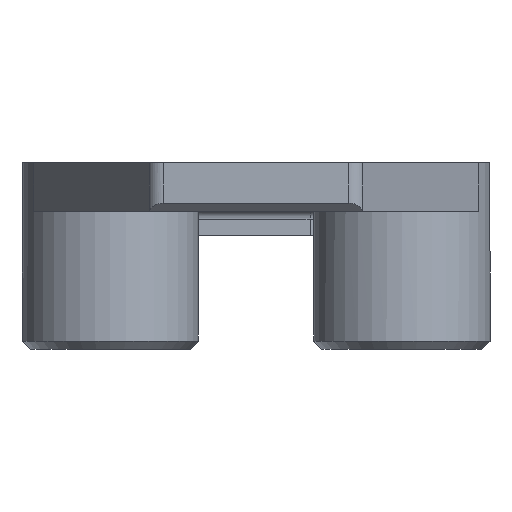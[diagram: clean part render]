
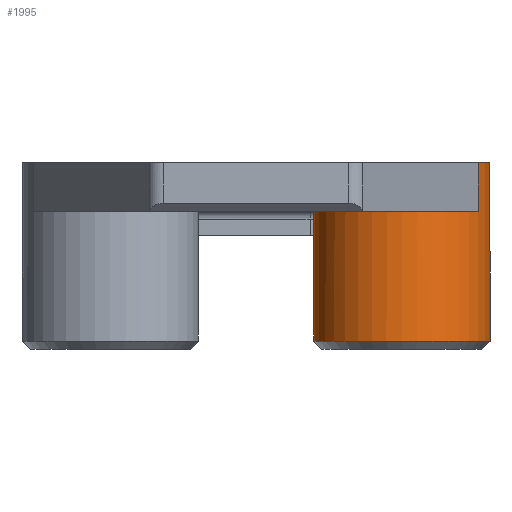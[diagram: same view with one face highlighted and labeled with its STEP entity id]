
A CAD part, front view. The second image highlights one B-rep face of the part: STEP entity #1995.
In plain terms, the highlighted cylindrical face has radius 11 mm (diameter 22 mm), a full revolution.
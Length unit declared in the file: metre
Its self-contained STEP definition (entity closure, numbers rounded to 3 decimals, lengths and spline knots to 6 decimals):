
#42=CYLINDRICAL_SURFACE('',#2180,0.011);
#140=CIRCLE('',#2177,0.011);
#142=CIRCLE('',#2181,0.011);
#143=CIRCLE('',#2182,0.011);
#144=CIRCLE('',#2183,0.011);
#145=CIRCLE('',#2184,0.011);
#388=ORIENTED_EDGE('',*,*,#904,.F.);
#389=ORIENTED_EDGE('',*,*,#905,.F.);
#390=ORIENTED_EDGE('',*,*,#906,.T.);
#391=ORIENTED_EDGE('',*,*,#907,.T.);
#392=ORIENTED_EDGE('',*,*,#908,.F.);
#393=ORIENTED_EDGE('',*,*,#909,.F.);
#394=ORIENTED_EDGE('',*,*,#910,.T.);
#395=ORIENTED_EDGE('',*,*,#911,.F.);
#396=ORIENTED_EDGE('',*,*,#902,.F.);
#902=EDGE_CURVE('',#1151,#1151,#140,.T.);
#904=EDGE_CURVE('',#1153,#1154,#1315,.T.);
#905=EDGE_CURVE('',#1155,#1153,#142,.T.);
#906=EDGE_CURVE('',#1155,#1156,#1316,.T.);
#907=EDGE_CURVE('',#1156,#1157,#143,.T.);
#908=EDGE_CURVE('',#1158,#1157,#1317,.T.);
#909=EDGE_CURVE('',#1159,#1158,#144,.T.);
#910=EDGE_CURVE('',#1159,#1160,#1318,.F.);
#911=EDGE_CURVE('',#1154,#1160,#145,.T.);
#1151=VERTEX_POINT('',#3279);
#1153=VERTEX_POINT('',#3285);
#1154=VERTEX_POINT('',#3286);
#1155=VERTEX_POINT('',#3288);
#1156=VERTEX_POINT('',#3290);
#1157=VERTEX_POINT('',#3292);
#1158=VERTEX_POINT('',#3294);
#1159=VERTEX_POINT('',#3296);
#1160=VERTEX_POINT('',#3298);
#1315=LINE('',#3284,#1464);
#1316=LINE('',#3289,#1465);
#1317=LINE('',#3293,#1466);
#1318=LINE('',#3297,#1467);
#1464=VECTOR('',#2591,1.);
#1465=VECTOR('',#2594,1.);
#1466=VECTOR('',#2597,1.);
#1467=VECTOR('',#2600,1.);
#1583=EDGE_LOOP('',(#388,#389,#390,#391,#392,#393,#394,#395));
#1584=EDGE_LOOP('',(#396));
#1767=FACE_BOUND('',#1583,.T.);
#1768=FACE_BOUND('',#1584,.T.);
#1995=ADVANCED_FACE('',(#1767,#1768),#42,.T.);
#2177=AXIS2_PLACEMENT_3D('',#3278,#2583,#2584);
#2180=AXIS2_PLACEMENT_3D('',#3283,#2589,#2590);
#2181=AXIS2_PLACEMENT_3D('',#3287,#2592,#2593);
#2182=AXIS2_PLACEMENT_3D('',#3291,#2595,#2596);
#2183=AXIS2_PLACEMENT_3D('',#3295,#2598,#2599);
#2184=AXIS2_PLACEMENT_3D('',#3299,#2601,#2602);
#2583=DIRECTION('',(0.,0.,-1.));
#2584=DIRECTION('',(1.,0.,0.));
#2589=DIRECTION('',(0.,0.,-1.));
#2590=DIRECTION('',(1.,0.,0.));
#2591=DIRECTION('',(0.,0.,1.));
#2592=DIRECTION('',(0.,0.,1.));
#2593=DIRECTION('',(1.,0.,0.));
#2594=DIRECTION('',(0.,0.,1.));
#2595=DIRECTION('',(0.,0.,-1.));
#2596=DIRECTION('',(0.866,-0.5,0.));
#2597=DIRECTION('',(0.,0.,1.));
#2598=DIRECTION('',(0.,0.,1.));
#2599=DIRECTION('',(1.,0.,0.));
#2600=DIRECTION('',(0.,0.,-1.));
#2601=DIRECTION('',(0.,0.,1.));
#2602=DIRECTION('',(1.,0.,0.));
#3278=CARTESIAN_POINT('',(0.022713,0.051201,0.0018));
#3279=CARTESIAN_POINT('',(0.033713,0.051201,0.0018));
#3283=CARTESIAN_POINT('',(0.022713,0.051201,0.018));
#3284=CARTESIAN_POINT('',(0.032237,0.045697,0.018));
#3285=CARTESIAN_POINT('',(0.032237,0.045697,0.018));
#3286=CARTESIAN_POINT('',(0.032237,0.045697,0.024));
#3287=CARTESIAN_POINT('',(0.022713,0.051201,0.018));
#3288=CARTESIAN_POINT('',(0.020621,0.062,0.018));
#3289=CARTESIAN_POINT('',(0.020621,0.062,0.018));
#3290=CARTESIAN_POINT('',(0.020621,0.062,0.02));
#3291=CARTESIAN_POINT('',(0.022713,0.051201,0.02));
#3292=CARTESIAN_POINT('',(0.024806,0.062,0.02));
#3293=CARTESIAN_POINT('',(0.024806,0.062,0.018));
#3294=CARTESIAN_POINT('',(0.024806,0.062,0.018));
#3295=CARTESIAN_POINT('',(0.022713,0.051201,0.018));
#3296=CARTESIAN_POINT('',(0.025762,0.06177,0.018));
#3297=CARTESIAN_POINT('',(0.025762,0.06177,0.018));
#3298=CARTESIAN_POINT('',(0.025762,0.06177,0.024));
#3299=CARTESIAN_POINT('',(0.022713,0.051201,0.024));
